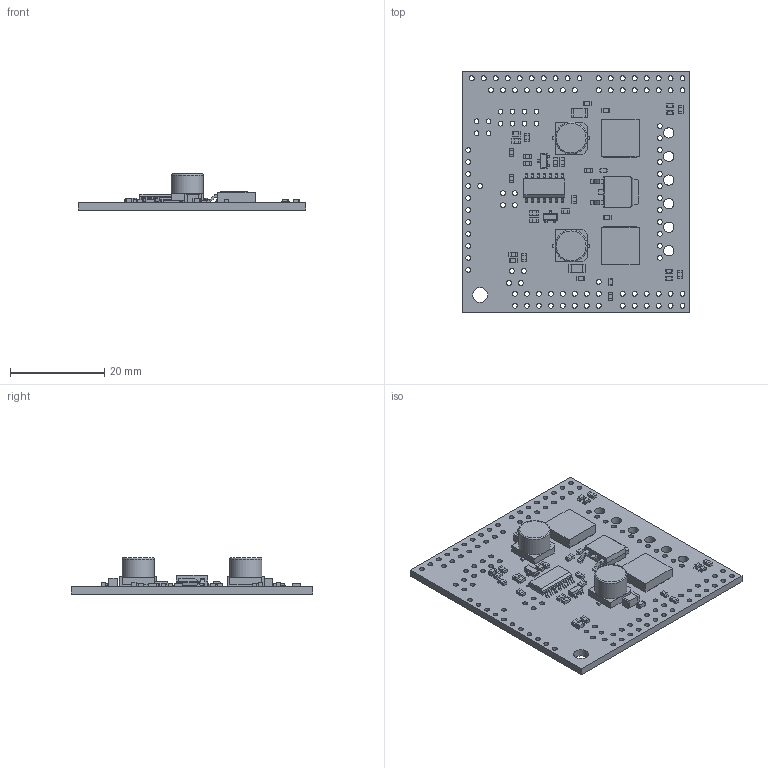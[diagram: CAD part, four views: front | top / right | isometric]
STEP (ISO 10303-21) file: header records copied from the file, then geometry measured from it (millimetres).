
FILE_DESCRIPTION (( 'STEP AP214' ), '1' );
FILE_NAME ('pololu-dual-mc33926-motor-driver-shield-for-arduino.step', '2018-01-19T17:26:21', ( '' ), ( '' ), 'SwSTEP 2.0', 'SolidWorks 2016', '' );
FILE_SCHEMA (( 'AUTOMOTIVE_DESIGN' ));
Length unit declared in the file: millimetre
Products named in the file (1): pololu-dual-mc33926-motor-driver-shield-for-arduino
Bounding box: 48.26 x 51.31 x 7.68 mm (x, y, z)
Volume: 4656.1 mm3; surface area: 6808.2 mm2
Topology: 1 solids, 1 shells, 1648 faces, 4631 edges, 2980 vertices
Faces by surface type: plane 1219, cylinder 246, bspline 181, torus 2
Full cylindrical faces by diameter (mm): 1.016 x107, 2.184 x6, 3.175 x1, 6.8 x2
Entity records: 76761 total; most frequent: CARTESIAN_POINT 17089, ORIENTED_EDGE 9026, DIRECTION 7405, EDGE_CURVE 4513, VECTOR 3613, LINE 3613, VERTEX_POINT 2980, EDGE_LOOP 2163
